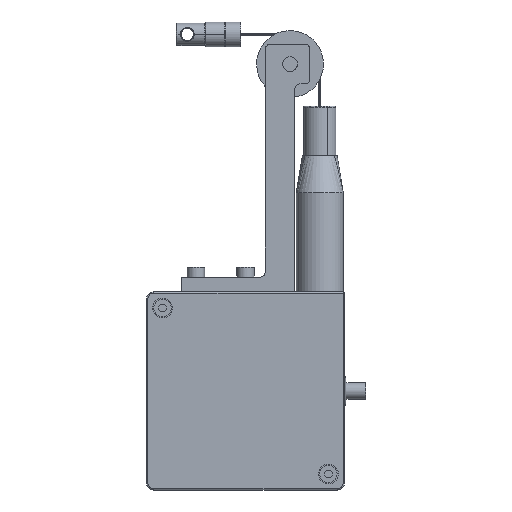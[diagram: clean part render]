
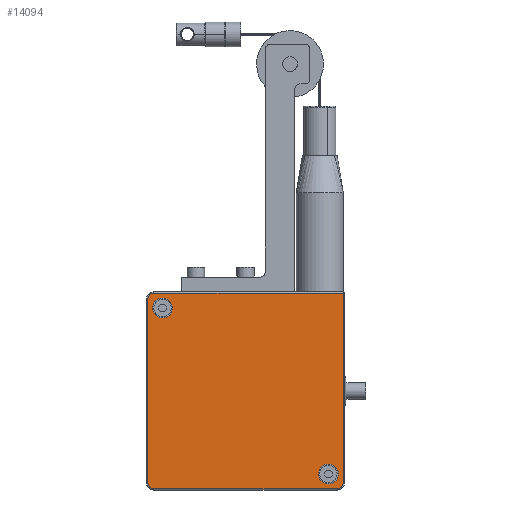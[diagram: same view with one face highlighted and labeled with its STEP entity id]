
A CAD part, front view. The second image highlights one B-rep face of the part: STEP entity #14094.
In plain terms, the highlighted planar face has unit normal (0, -1, 0).
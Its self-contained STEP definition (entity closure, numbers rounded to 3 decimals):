
#13607=CARTESIAN_POINT('Axis2P3D Location',(-33.5,-14.,33.5)) ;
#13611=CARTESIAN_POINT('Vertex',(-29.99,-14.,31.582)) ;
#13613=CARTESIAN_POINT('Vertex',(-37.01,-14.,35.418)) ;
#13633=CARTESIAN_POINT('Axis2P3D Location',(-33.5,-14.,33.5)) ;
#13687=CARTESIAN_POINT('Axis2P3D Location',(33.5,-14.,-33.5)) ;
#13691=CARTESIAN_POINT('Vertex',(29.99,-14.,-31.582)) ;
#13693=CARTESIAN_POINT('Vertex',(37.01,-14.,-35.418)) ;
#13713=CARTESIAN_POINT('Axis2P3D Location',(33.5,-14.,-33.5)) ;
#14023=CARTESIAN_POINT('Axis2P3D Location',(0.,-14.,0.)) ;
#14028=CARTESIAN_POINT('Line Origine',(1.25,-14.,39.5)) ;
#14032=CARTESIAN_POINT('Vertex',(-37.,-14.,39.5)) ;
#14034=CARTESIAN_POINT('Vertex',(39.5,-14.,39.5)) ;
#14037=CARTESIAN_POINT('Axis2P3D Location',(-37.,-14.,37.)) ;
#14041=CARTESIAN_POINT('Vertex',(-39.5,-14.,37.)) ;
#14044=CARTESIAN_POINT('Line Origine',(-39.5,-14.,0.)) ;
#14048=CARTESIAN_POINT('Vertex',(-39.5,-14.,-37.)) ;
#14051=CARTESIAN_POINT('Axis2P3D Location',(-37.,-14.,-37.)) ;
#14055=CARTESIAN_POINT('Vertex',(-37.,-14.,-39.5)) ;
#14058=CARTESIAN_POINT('Line Origine',(0.,-14.,-39.5)) ;
#14062=CARTESIAN_POINT('Vertex',(37.,-14.,-39.5)) ;
#14065=CARTESIAN_POINT('Axis2P3D Location',(37.,-14.,-37.)) ;
#14069=CARTESIAN_POINT('Vertex',(39.5,-14.,-37.)) ;
#14072=CARTESIAN_POINT('Line Origine',(39.5,-14.,1.25)) ;
#13608=DIRECTION('Axis2P3D Direction',(-0.,1.,0.)) ;
#13634=DIRECTION('Axis2P3D Direction',(-0.,1.,0.)) ;
#13688=DIRECTION('Axis2P3D Direction',(-0.,1.,0.)) ;
#13714=DIRECTION('Axis2P3D Direction',(-0.,1.,0.)) ;
#14024=DIRECTION('Axis2P3D Direction',(0.,1.,0.)) ;
#14025=DIRECTION('Axis2P3D XDirection',(0.,0.,1.)) ;
#14029=DIRECTION('Vector Direction',(-1.,0.,0.)) ;
#14038=DIRECTION('Axis2P3D Direction',(0.,1.,0.)) ;
#14045=DIRECTION('Vector Direction',(0.,0.,-1.)) ;
#14052=DIRECTION('Axis2P3D Direction',(0.,1.,0.)) ;
#14059=DIRECTION('Vector Direction',(1.,0.,0.)) ;
#14066=DIRECTION('Axis2P3D Direction',(0.,1.,0.)) ;
#14073=DIRECTION('Vector Direction',(0.,0.,1.)) ;
#13609=AXIS2_PLACEMENT_3D('Circle Axis2P3D',#13607,#13608,$) ;
#13635=AXIS2_PLACEMENT_3D('Circle Axis2P3D',#13633,#13634,$) ;
#13689=AXIS2_PLACEMENT_3D('Circle Axis2P3D',#13687,#13688,$) ;
#13715=AXIS2_PLACEMENT_3D('Circle Axis2P3D',#13713,#13714,$) ;
#14026=AXIS2_PLACEMENT_3D('Plane Axis2P3D',#14023,#14024,#14025) ;
#14039=AXIS2_PLACEMENT_3D('Circle Axis2P3D',#14037,#14038,$) ;
#14053=AXIS2_PLACEMENT_3D('Circle Axis2P3D',#14051,#14052,$) ;
#14067=AXIS2_PLACEMENT_3D('Circle Axis2P3D',#14065,#14066,$) ;
#14078=ORIENTED_EDGE('',*,*,#14036,.F.) ;
#14079=ORIENTED_EDGE('',*,*,#14043,.F.) ;
#14080=ORIENTED_EDGE('',*,*,#14050,.F.) ;
#14081=ORIENTED_EDGE('',*,*,#14057,.F.) ;
#14082=ORIENTED_EDGE('',*,*,#14064,.F.) ;
#14083=ORIENTED_EDGE('',*,*,#14071,.F.) ;
#14084=ORIENTED_EDGE('',*,*,#14076,.F.) ;
#14087=ORIENTED_EDGE('',*,*,#13717,.T.) ;
#14088=ORIENTED_EDGE('',*,*,#13695,.T.) ;
#14091=ORIENTED_EDGE('',*,*,#13637,.T.) ;
#14092=ORIENTED_EDGE('',*,*,#13615,.T.) ;
#14089=FACE_BOUND('',#14086,.T.) ;
#14093=FACE_BOUND('',#14090,.T.) ;
#14030=VECTOR('Line Direction',#14029,1.) ;
#14046=VECTOR('Line Direction',#14045,1.) ;
#14060=VECTOR('Line Direction',#14059,1.) ;
#14074=VECTOR('Line Direction',#14073,1.) ;
#14094=ADVANCED_FACE('\X2\96F64EF651E04F554F53\X0\',(#14085,#14089,#14093),#14027,.F.) ;
#13610=CIRCLE('generated circle',#13609,4.) ;
#13636=CIRCLE('generated circle',#13635,4.) ;
#13690=CIRCLE('generated circle',#13689,4.) ;
#13716=CIRCLE('generated circle',#13715,4.) ;
#14040=CIRCLE('generated circle',#14039,2.5) ;
#14054=CIRCLE('generated circle',#14053,2.5) ;
#14068=CIRCLE('generated circle',#14067,2.5) ;
#13615=EDGE_CURVE('',#13612,#13614,#13610,.T.) ;
#13637=EDGE_CURVE('',#13614,#13612,#13636,.T.) ;
#13695=EDGE_CURVE('',#13692,#13694,#13690,.T.) ;
#13717=EDGE_CURVE('',#13694,#13692,#13716,.T.) ;
#14036=EDGE_CURVE('',#14033,#14035,#14031,.F.) ;
#14043=EDGE_CURVE('',#14042,#14033,#14040,.T.) ;
#14050=EDGE_CURVE('',#14049,#14042,#14047,.F.) ;
#14057=EDGE_CURVE('',#14056,#14049,#14054,.T.) ;
#14064=EDGE_CURVE('',#14063,#14056,#14061,.F.) ;
#14071=EDGE_CURVE('',#14070,#14063,#14068,.T.) ;
#14076=EDGE_CURVE('',#14035,#14070,#14075,.F.) ;
#14077=EDGE_LOOP('',(#14078,#14079,#14080,#14081,#14082,#14083,#14084)) ;
#14086=EDGE_LOOP('',(#14087,#14088)) ;
#14090=EDGE_LOOP('',(#14091,#14092)) ;
#14085=FACE_OUTER_BOUND('',#14077,.T.) ;
#14031=LINE('Line',#14028,#14030) ;
#14047=LINE('Line',#14044,#14046) ;
#14061=LINE('Line',#14058,#14060) ;
#14075=LINE('Line',#14072,#14074) ;
#14027=PLANE('',#14026) ;
#13612=VERTEX_POINT('',#13611) ;
#13614=VERTEX_POINT('',#13613) ;
#13692=VERTEX_POINT('',#13691) ;
#13694=VERTEX_POINT('',#13693) ;
#14033=VERTEX_POINT('',#14032) ;
#14035=VERTEX_POINT('',#14034) ;
#14042=VERTEX_POINT('',#14041) ;
#14049=VERTEX_POINT('',#14048) ;
#14056=VERTEX_POINT('',#14055) ;
#14063=VERTEX_POINT('',#14062) ;
#14070=VERTEX_POINT('',#14069) ;
